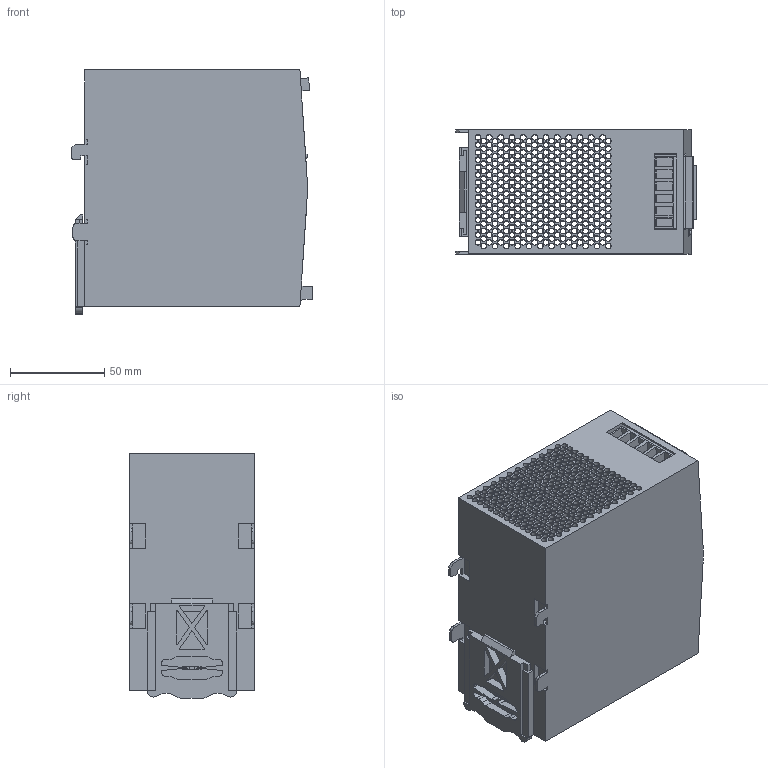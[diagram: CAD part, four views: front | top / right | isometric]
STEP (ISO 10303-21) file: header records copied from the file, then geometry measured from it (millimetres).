
FILE_DESCRIPTION((''),'2;1');
FILE_NAME('PSC 241.stp','2014-08-08T11:56:25',('roland'),(''),'Autodesk Inventor 2013','Autodesk Inventor 2013','');
FILE_SCHEMA(('CONFIG_CONTROL_DESIGN'));
Length unit declared in the file: millimetre
Products named in the file (9): PSC 241; BOX; BULB; GREEN BOTTOM; RED SWITCH; GREEN TOP; GB 822-88  H M2 x 3; larger interlock PLATE; larger interlock
Assembly tree (8 placements, depth 2):
  PSC 241
    BOX
    BULB
    GREEN BOTTOM
    RED SWITCH
    GREEN TOP
    GB 822-88  H M2 x 3
    larger interlock PLATE
    larger interlock
Bounding box: 127.65 x 65.8 x 129.45 mm (x, y, z)
Volume: 638764.5 mm3; surface area: 502988.2 mm2
Topology: 8 solids, 8 shells, 1186 faces, 3304 edges, 2201 vertices
Faces by surface type: cylinder 576, plane 535, bspline 59, cone 9, torus 5, sphere 2
Full cylindrical faces by diameter (mm): 2 x1, 2.5 x1, 2.552 x1, 3 x364, 3.2 x1, 3.5 x1, 4.3 x6, 4.6 x1, 5.1 x3
Entity records: 38904 total; most frequent: CARTESIAN_POINT 7287, DIRECTION 6235, ORIENTED_EDGE 5838, EDGE_CURVE 2919, EDGE_LOOP 2375, AXIS2_PLACEMENT_3D 2322, VERTEX_POINT 2198, VECTOR 1591
